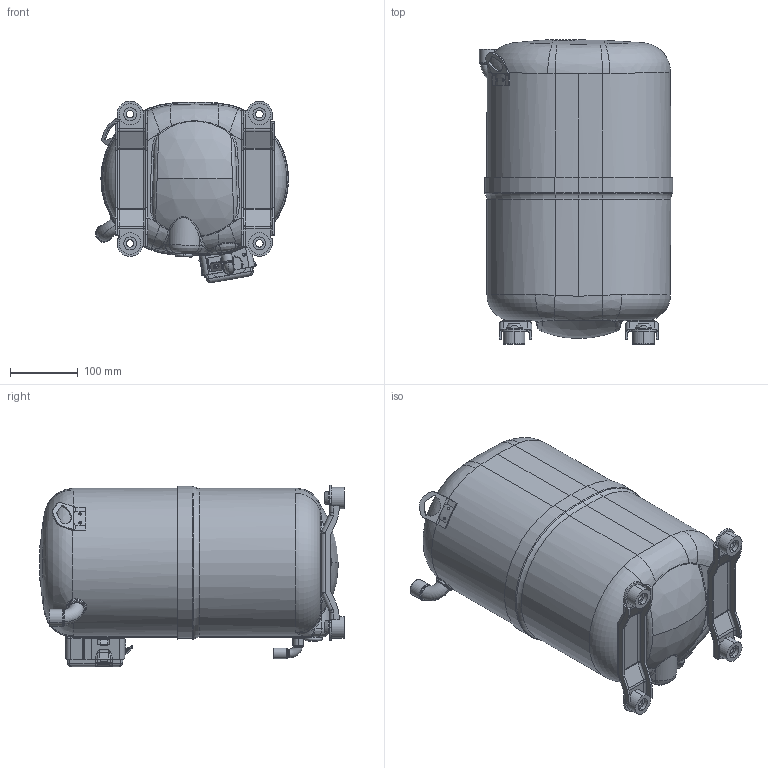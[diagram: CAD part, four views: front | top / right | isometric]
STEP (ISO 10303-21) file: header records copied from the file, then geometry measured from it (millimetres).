
FILE_DESCRIPTION (( 'STEP AP203' ), '1' );
FILE_NAME ('707334A.STEP', '2013-06-03T19:43:29', ( '' ), ( '' ), 'SwSTEP 2.0', 'SolidWorks 2013', '' );
FILE_SCHEMA (( 'CONFIG_CONTROL_DESIGN' ));
Length unit declared in the file: inch
Products named in the file (1): 707334A
Bounding box: 284.83 x 448.06 x 267.44 mm (x, y, z)
Surface area: 545919.5 mm2 (no closed solid volume)
Topology: 0 solids, 25 shells, 702 faces, 2194 edges, 1484 vertices
Faces by surface type: cylinder 251, plane 207, torus 104, bspline 100, cone 21, sphere 19
Entity records: 33812 total; most frequent: CARTESIAN_POINT 15090, DIRECTION 3855, ORIENTED_EDGE 3689, EDGE_CURVE 2175, VERTEX_POINT 1484, AXIS2_PLACEMENT_3D 1447, LINE 961, VECTOR 961
